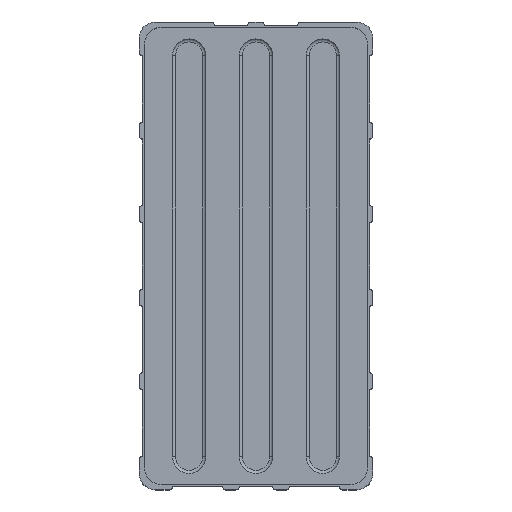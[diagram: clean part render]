
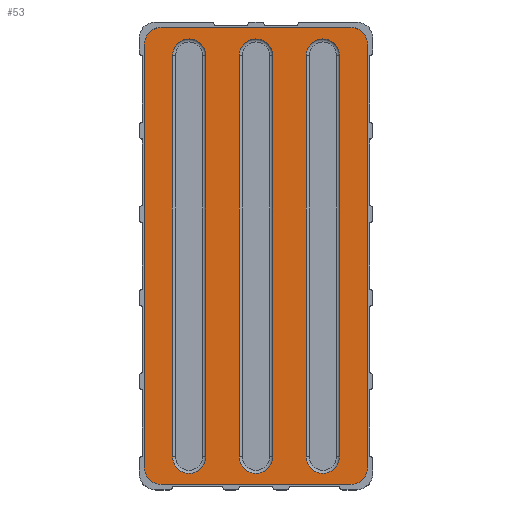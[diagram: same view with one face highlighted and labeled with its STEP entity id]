
A CAD part, top view. The second image highlights one B-rep face of the part: STEP entity #53.
In plain terms, the highlighted planar face has unit normal (0, 0, 1).
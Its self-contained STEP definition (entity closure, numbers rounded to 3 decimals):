
#53=ADVANCED_FACE('',(#935,#937,#939,#941),#943,.T.);
#935=FACE_BOUND('',#936,.T.);
#936=EDGE_LOOP('',(#1653,#1654,#1655,#1656,#1657,#1658,#1659,#1660));
#937=FACE_BOUND('',#938,.T.);
#938=EDGE_LOOP('',(#1661,#1662,#1663,#1664));
#939=FACE_BOUND('',#940,.T.);
#940=EDGE_LOOP('',(#1665,#1666,#1667,#1668));
#941=FACE_BOUND('',#942,.T.);
#942=EDGE_LOOP('',(#1669,#1670,#1671,#1672));
#943=PLANE('',#944);
#944=AXIS2_PLACEMENT_3D('',#945,#946,#947);
#945=CARTESIAN_POINT('',(0.,0.,1.));
#946=DIRECTION('',(0.,0.,1.));
#947=DIRECTION('',(-1.,0.,0.));
#1653=ORIENTED_EDGE('',*,*,#2197,.T.);
#1654=ORIENTED_EDGE('',*,*,#2198,.T.);
#1655=ORIENTED_EDGE('',*,*,#2199,.T.);
#1656=ORIENTED_EDGE('',*,*,#2200,.T.);
#1657=ORIENTED_EDGE('',*,*,#2201,.T.);
#1658=ORIENTED_EDGE('',*,*,#2202,.T.);
#1659=ORIENTED_EDGE('',*,*,#2203,.T.);
#1660=ORIENTED_EDGE('',*,*,#2204,.T.);
#1661=ORIENTED_EDGE('',*,*,#2205,.F.);
#1662=ORIENTED_EDGE('',*,*,#2206,.F.);
#1663=ORIENTED_EDGE('',*,*,#2207,.F.);
#1664=ORIENTED_EDGE('',*,*,#2208,.F.);
#1665=ORIENTED_EDGE('',*,*,#2209,.F.);
#1666=ORIENTED_EDGE('',*,*,#2210,.F.);
#1667=ORIENTED_EDGE('',*,*,#2211,.F.);
#1668=ORIENTED_EDGE('',*,*,#2212,.F.);
#1669=ORIENTED_EDGE('',*,*,#2213,.F.);
#1670=ORIENTED_EDGE('',*,*,#2214,.F.);
#1671=ORIENTED_EDGE('',*,*,#2215,.F.);
#1672=ORIENTED_EDGE('',*,*,#2216,.F.);
#2197=EDGE_CURVE('',#2469,#2470,#2471,.T.);
#2198=EDGE_CURVE('',#2470,#2472,#2473,.T.);
#2199=EDGE_CURVE('',#2472,#2474,#2475,.T.);
#2200=EDGE_CURVE('',#2474,#2476,#2477,.T.);
#2201=EDGE_CURVE('',#2476,#2478,#2479,.T.);
#2202=EDGE_CURVE('',#2478,#2480,#2481,.T.);
#2203=EDGE_CURVE('',#2480,#2482,#2483,.T.);
#2204=EDGE_CURVE('',#2482,#2469,#2484,.T.);
#2205=EDGE_CURVE('',#2485,#2486,#2487,.T.);
#2206=EDGE_CURVE('',#2488,#2485,#2489,.T.);
#2207=EDGE_CURVE('',#2490,#2488,#2491,.T.);
#2208=EDGE_CURVE('',#2486,#2490,#2492,.T.);
#2209=EDGE_CURVE('',#2493,#2494,#2495,.T.);
#2210=EDGE_CURVE('',#2496,#2493,#2497,.T.);
#2211=EDGE_CURVE('',#2498,#2496,#2499,.T.);
#2212=EDGE_CURVE('',#2494,#2498,#2500,.T.);
#2213=EDGE_CURVE('',#2501,#2502,#2503,.T.);
#2214=EDGE_CURVE('',#2504,#2501,#2505,.T.);
#2215=EDGE_CURVE('',#2506,#2504,#2507,.T.);
#2216=EDGE_CURVE('',#2502,#2506,#2508,.T.);
#2469=VERTEX_POINT('',#2925);
#2470=VERTEX_POINT('',#2926);
#2471=LINE('',#2927,#2928);
#2472=VERTEX_POINT('',#2930);
#2473=CIRCLE('',#2931,5.);
#2474=VERTEX_POINT('',#2935);
#2475=LINE('',#2936,#2937);
#2476=VERTEX_POINT('',#2939);
#2477=CIRCLE('',#2940,5.);
#2478=VERTEX_POINT('',#2944);
#2479=LINE('',#2945,#2946);
#2480=VERTEX_POINT('',#2948);
#2481=CIRCLE('',#2949,5.);
#2482=VERTEX_POINT('',#2953);
#2483=LINE('',#2954,#2955);
#2484=CIRCLE('',#2957,5.);
#2485=VERTEX_POINT('',#2961);
#2486=VERTEX_POINT('',#2962);
#2487=LINE('',#2963,#2964);
#2488=VERTEX_POINT('',#2966);
#2489=CIRCLE('',#2967,5.);
#2490=VERTEX_POINT('',#2971);
#2491=LINE('',#2972,#2973);
#2492=CIRCLE('',#2975,5.);
#2493=VERTEX_POINT('',#2979);
#2494=VERTEX_POINT('',#2980);
#2495=LINE('',#2981,#2982);
#2496=VERTEX_POINT('',#2984);
#2497=CIRCLE('',#2985,5.);
#2498=VERTEX_POINT('',#2989);
#2499=LINE('',#2990,#2991);
#2500=CIRCLE('',#2993,5.);
#2501=VERTEX_POINT('',#2997);
#2502=VERTEX_POINT('',#2998);
#2503=LINE('',#2999,#3000);
#2504=VERTEX_POINT('',#3002);
#2505=CIRCLE('',#3003,5.);
#2506=VERTEX_POINT('',#3007);
#2507=LINE('',#3008,#3009);
#2508=CIRCLE('',#3011,5.);
#2925=CARTESIAN_POINT('',(-28.4,-68.4,1.));
#2926=CARTESIAN_POINT('',(28.4,-68.4,1.));
#2927=CARTESIAN_POINT('',(-28.4,-68.4,1.));
#2928=VECTOR('',#2929,1.);
#2929=DIRECTION('',(1.,0.,0.));
#2930=CARTESIAN_POINT('',(33.4,-63.4,1.));
#2931=AXIS2_PLACEMENT_3D('',#2932,#2933,#2934);
#2932=CARTESIAN_POINT('',(28.4,-63.4,1.));
#2933=DIRECTION('',(0.,0.,1.));
#2934=DIRECTION('',(0.,-1.,0.));
#2935=CARTESIAN_POINT('',(33.4,63.4,1.));
#2936=CARTESIAN_POINT('',(33.4,-63.4,1.));
#2937=VECTOR('',#2938,1.);
#2938=DIRECTION('',(0.,1.,0.));
#2939=CARTESIAN_POINT('',(28.4,68.4,1.));
#2940=AXIS2_PLACEMENT_3D('',#2941,#2942,#2943);
#2941=CARTESIAN_POINT('',(28.4,63.4,1.));
#2942=DIRECTION('',(0.,0.,1.));
#2943=DIRECTION('',(1.,0.,0.));
#2944=CARTESIAN_POINT('',(-28.4,68.4,1.));
#2945=CARTESIAN_POINT('',(28.4,68.4,1.));
#2946=VECTOR('',#2947,1.);
#2947=DIRECTION('',(-1.,0.,0.));
#2948=CARTESIAN_POINT('',(-33.4,63.4,1.));
#2949=AXIS2_PLACEMENT_3D('',#2950,#2951,#2952);
#2950=CARTESIAN_POINT('',(-28.4,63.4,1.));
#2951=DIRECTION('',(0.,0.,1.));
#2952=DIRECTION('',(0.,1.,0.));
#2953=CARTESIAN_POINT('',(-33.4,-63.4,1.));
#2954=CARTESIAN_POINT('',(-33.4,63.4,1.));
#2955=VECTOR('',#2956,1.);
#2956=DIRECTION('',(0.,-1.,0.));
#2957=AXIS2_PLACEMENT_3D('',#2958,#2959,#2960);
#2958=CARTESIAN_POINT('',(-28.4,-63.4,1.));
#2959=DIRECTION('',(0.,0.,1.));
#2960=DIRECTION('',(-1.,0.,0.));
#2961=CARTESIAN_POINT('',(-5.,60.,1.));
#2962=CARTESIAN_POINT('',(-5.,-60.,1.));
#2963=CARTESIAN_POINT('',(-5.,60.,1.));
#2964=VECTOR('',#2965,1.);
#2965=DIRECTION('',(0.,-1.,0.));
#2966=CARTESIAN_POINT('',(5.,60.,1.));
#2967=AXIS2_PLACEMENT_3D('',#2968,#2969,#2970);
#2968=CARTESIAN_POINT('',(0.,60.,1.));
#2969=DIRECTION('',(0.,0.,1.));
#2970=DIRECTION('',(1.,0.,0.));
#2971=CARTESIAN_POINT('',(5.,-60.,1.));
#2972=CARTESIAN_POINT('',(5.,-60.,1.));
#2973=VECTOR('',#2974,1.);
#2974=DIRECTION('',(0.,1.,0.));
#2975=AXIS2_PLACEMENT_3D('',#2976,#2977,#2978);
#2976=CARTESIAN_POINT('',(0.,-60.,1.));
#2977=DIRECTION('',(0.,0.,1.));
#2978=DIRECTION('',(-1.,0.,0.));
#2979=CARTESIAN_POINT('',(15.,60.,1.));
#2980=CARTESIAN_POINT('',(15.,-60.,1.));
#2981=CARTESIAN_POINT('',(15.,60.,1.));
#2982=VECTOR('',#2983,1.);
#2983=DIRECTION('',(0.,-1.,0.));
#2984=CARTESIAN_POINT('',(25.,60.,1.));
#2985=AXIS2_PLACEMENT_3D('',#2986,#2987,#2988);
#2986=CARTESIAN_POINT('',(20.,60.,1.));
#2987=DIRECTION('',(0.,0.,1.));
#2988=DIRECTION('',(1.,0.,0.));
#2989=CARTESIAN_POINT('',(25.,-60.,1.));
#2990=CARTESIAN_POINT('',(25.,-60.,1.));
#2991=VECTOR('',#2992,1.);
#2992=DIRECTION('',(0.,1.,0.));
#2993=AXIS2_PLACEMENT_3D('',#2994,#2995,#2996);
#2994=CARTESIAN_POINT('',(20.,-60.,1.));
#2995=DIRECTION('',(0.,0.,1.));
#2996=DIRECTION('',(-1.,0.,0.));
#2997=CARTESIAN_POINT('',(-25.,60.,1.));
#2998=CARTESIAN_POINT('',(-25.,-60.,1.));
#2999=CARTESIAN_POINT('',(-25.,60.,1.));
#3000=VECTOR('',#3001,1.);
#3001=DIRECTION('',(0.,-1.,0.));
#3002=CARTESIAN_POINT('',(-15.,60.,1.));
#3003=AXIS2_PLACEMENT_3D('',#3004,#3005,#3006);
#3004=CARTESIAN_POINT('',(-20.,60.,1.));
#3005=DIRECTION('',(0.,0.,1.));
#3006=DIRECTION('',(1.,0.,0.));
#3007=CARTESIAN_POINT('',(-15.,-60.,1.));
#3008=CARTESIAN_POINT('',(-15.,-60.,1.));
#3009=VECTOR('',#3010,1.);
#3010=DIRECTION('',(0.,1.,0.));
#3011=AXIS2_PLACEMENT_3D('',#3012,#3013,#3014);
#3012=CARTESIAN_POINT('',(-20.,-60.,1.));
#3013=DIRECTION('',(0.,0.,1.));
#3014=DIRECTION('',(-1.,0.,0.));
